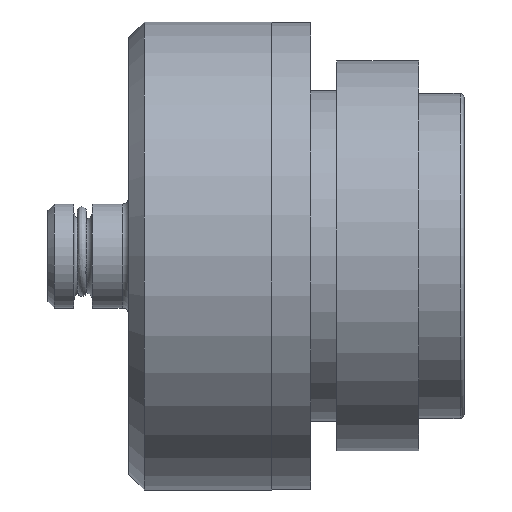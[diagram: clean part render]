
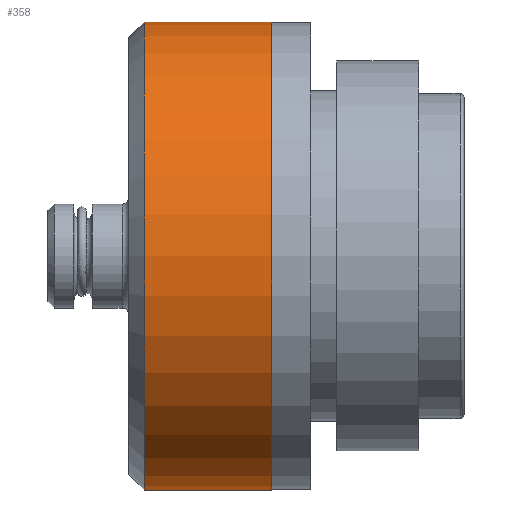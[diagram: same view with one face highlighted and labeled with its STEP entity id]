
A CAD part, top view. The second image highlights one B-rep face of the part: STEP entity #358.
In plain terms, the highlighted cylindrical face has radius 18 mm (diameter 36 mm), a full revolution.
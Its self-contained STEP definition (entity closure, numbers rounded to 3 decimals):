
#149=CYLINDRICAL_SURFACE('',#1239,18.);
#358=ADVANCED_FACE('',(#498,#499),#149,.T.);
#447=CIRCLE('',#1237,18.);
#448=CIRCLE('',#1238,18.);
#498=FACE_BOUND('',#577,.T.);
#499=FACE_BOUND('',#578,.T.);
#577=EDGE_LOOP('',(#707));
#578=EDGE_LOOP('',(#708));
#707=ORIENTED_EDGE('',*,*,#1098,.T.);
#708=ORIENTED_EDGE('',*,*,#1099,.T.);
#991=VERTEX_POINT('',#2134);
#992=VERTEX_POINT('',#2136);
#1098=EDGE_CURVE('',#991,#991,#447,.T.);
#1099=EDGE_CURVE('',#992,#992,#448,.T.);
#1237=AXIS2_PLACEMENT_3D('',#2133,#1370,#1371);
#1238=AXIS2_PLACEMENT_3D('',#2135,#1372,#1373);
#1239=AXIS2_PLACEMENT_3D('',#2137,#1374,#1375);
#1370=DIRECTION('',(1.,0.,0.));
#1371=DIRECTION('',(0.,0.,1.));
#1372=DIRECTION('',(-1.,0.,0.));
#1373=DIRECTION('',(0.,0.,-1.));
#1374=DIRECTION('',(1.,0.,0.));
#1375=DIRECTION('',(0.,0.,-1.));
#2133=CARTESIAN_POINT('',(7.4,0.,0.));
#2134=CARTESIAN_POINT('',(7.4,0.,18.));
#2135=CARTESIAN_POINT('',(17.2,0.,0.));
#2136=CARTESIAN_POINT('',(17.2,0.,-18.));
#2137=CARTESIAN_POINT('',(6.2,0.,0.));
